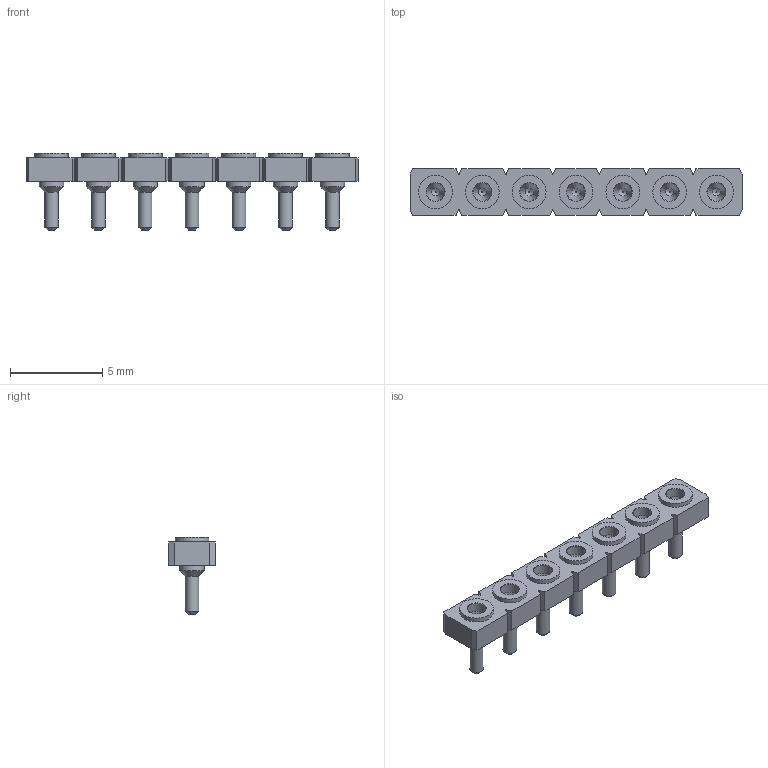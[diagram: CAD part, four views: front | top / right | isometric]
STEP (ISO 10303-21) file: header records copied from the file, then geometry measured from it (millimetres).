
FILE_DESCRIPTION(('STEP AP214'), '1');
FILE_NAME('SL-105-TT-19', '2017-07-15T12:49:11', ('Nobody'), (''), 'ASCON STEP Converter 1.3', 'ASCON Math Kernel', '');
FILE_SCHEMA(('AUTOMOTIVE_DESIGN { 1 0 10303 214 3 1 1}'));
Length unit declared in the file: millimetre
Assembly tree (7 placements, depth 2):
  (unnamed)
    (unnamed)  x7
Bounding box: 18.01 x 2.54 x 4.19 mm (x, y, z)
Volume: 62.8 mm3; surface area: 359.6 mm2
Topology: 8 solids, 8 shells, 205 faces, 420 edges, 259 vertices
Faces by surface type: plane 88, cylinder 68, cone 49
Full cylindrical faces by diameter (mm): 0.55 x7, 0.74 x7, 1 x14, 1.32 x21, 1.83 x7
Entity records: 3456 total; most frequent: DIRECTION 444, CARTESIAN_POINT 439, ORIENTED_EDGE 402, EDGE_CURVE 201, AXIS2_PLACEMENT_3D 150, VERTEX_POINT 145, LINE 144, VECTOR 144
